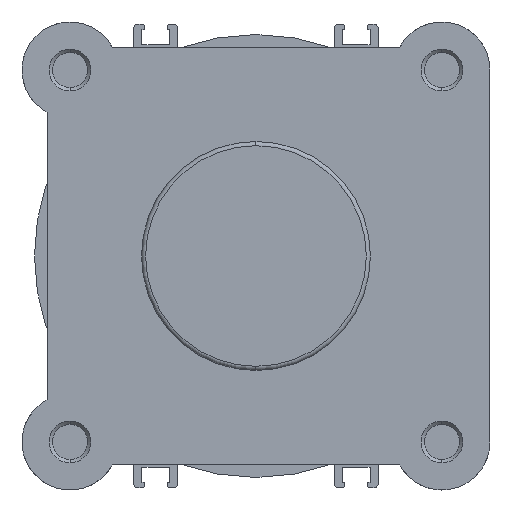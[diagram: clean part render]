
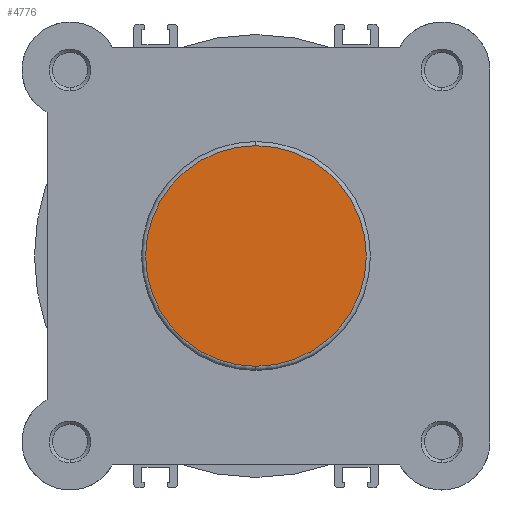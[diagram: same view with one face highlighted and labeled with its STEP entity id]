
A CAD part, left-side view. The second image highlights one B-rep face of the part: STEP entity #4776.
In plain terms, the highlighted planar face has unit normal (-1, 0, 0).
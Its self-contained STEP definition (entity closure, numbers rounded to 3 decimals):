
#30 = VERTEX_POINT ( 'NONE', #6316 ) ;
#115 = EDGE_LOOP ( 'NONE', ( #1078, #1085 ) ) ;
#1078 = ORIENTED_EDGE ( 'NONE', *, *, #4907, .T. ) ;
#1085 = ORIENTED_EDGE ( 'NONE', *, *, #5294, .T. ) ;
#2000 = CARTESIAN_POINT ( 'NONE',  ( 0., 0., 0. ) ) ;
#2001 = DIRECTION ( 'NONE',  ( -1., 0., 0. ) ) ;
#2002 = DIRECTION ( 'NONE',  ( 0., 0., -1. ) ) ;
#2572 = CIRCLE ( 'NONE', #5924, 26.4 ) ;
#3509 = CARTESIAN_POINT ( 'NONE',  ( 0., 0., -26.4 ) ) ;
#4126 = FACE_OUTER_BOUND ( 'NONE', #115, .T. ) ;
#4375 = CIRCLE ( 'NONE', #5785, 26.4 ) ;
#4776 = ADVANCED_FACE ( 'NONE', ( #4126 ), #6835, .F. ) ;
#4907 = EDGE_CURVE ( 'NONE', #7676, #30, #4375, .T. ) ;
#5294 = EDGE_CURVE ( 'NONE', #30, #7676, #2572, .T. ) ;
#5640 = AXIS2_PLACEMENT_3D ( 'NONE', #6838, #6844, #6845 ) ;
#5785 = AXIS2_PLACEMENT_3D ( 'NONE', #7356, #7357, #7358 ) ;
#5924 = AXIS2_PLACEMENT_3D ( 'NONE', #2000, #2001, #2002 ) ;
#6316 = CARTESIAN_POINT ( 'NONE',  ( 0., 0., 26.4 ) ) ;
#6835 = PLANE ( 'NONE',  #5640 ) ;
#6838 = CARTESIAN_POINT ( 'NONE',  ( 0., 27.4, 0. ) ) ;
#6844 = DIRECTION ( 'NONE',  ( 1., 0., 0. ) ) ;
#6845 = DIRECTION ( 'NONE',  ( 0., 0., -1. ) ) ;
#7356 = CARTESIAN_POINT ( 'NONE',  ( 0., 0., 0. ) ) ;
#7357 = DIRECTION ( 'NONE',  ( -1., 0., 0. ) ) ;
#7358 = DIRECTION ( 'NONE',  ( 0., 0., -1. ) ) ;
#7676 = VERTEX_POINT ( 'NONE', #3509 ) ;
